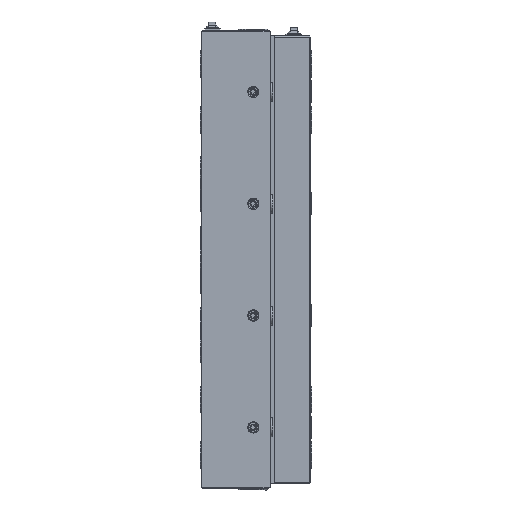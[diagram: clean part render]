
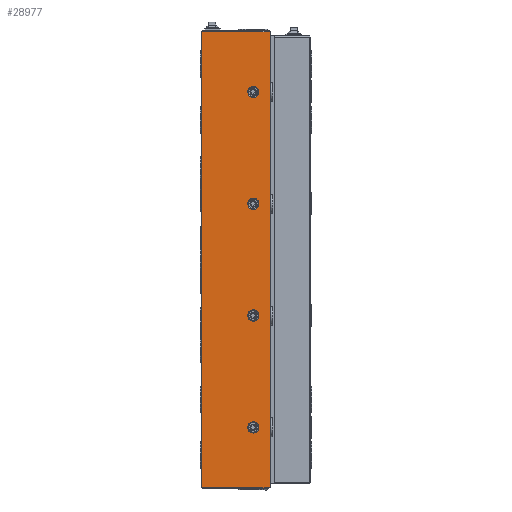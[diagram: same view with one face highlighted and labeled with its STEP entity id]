
A CAD part, left-side view. The second image highlights one B-rep face of the part: STEP entity #28977.
In plain terms, the highlighted face is planar.
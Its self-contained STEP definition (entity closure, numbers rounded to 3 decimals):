
#550 = CARTESIAN_POINT ( 'NONE',  ( 75., 23.8, -25. ) ) ;
#4371 = DIRECTION ( 'NONE',  ( 1., 0., 0. ) ) ;
#4688 = FACE_OUTER_BOUND ( 'NONE', #125828, .T. ) ;
#5054 = CARTESIAN_POINT ( 'NONE',  ( 75., 23.8, -77.525 ) ) ;
#5565 = CIRCLE ( 'NONE', #135267, 2.525 ) ;
#5910 = EDGE_LOOP ( 'NONE', ( #29253, #112188 ) ) ;
#6075 = CIRCLE ( 'NONE', #99633, 2.525 ) ;
#6531 = EDGE_CURVE ( 'NONE', #52752, #61385, #109709, .T. ) ;
#7938 = VERTEX_POINT ( 'NONE', #112253 ) ;
#11353 = VERTEX_POINT ( 'NONE', #28098 ) ;
#12372 = CIRCLE ( 'NONE', #121409, 2.525 ) ;
#12438 = ORIENTED_EDGE ( 'NONE', *, *, #31844, .T. ) ;
#12662 = DIRECTION ( 'NONE',  ( 1., 0., 0. ) ) ;
#13077 = ORIENTED_EDGE ( 'NONE', *, *, #46754, .F. ) ;
#14494 = DIRECTION ( 'NONE',  ( 1., 0., 0. ) ) ;
#14732 = ORIENTED_EDGE ( 'NONE', *, *, #14779, .F. ) ;
#14779 = EDGE_CURVE ( 'NONE', #135766, #112547, #114924, .T. ) ;
#16004 = CARTESIAN_POINT ( 'NONE',  ( 75., 23.8, 27.525 ) ) ;
#17991 = CARTESIAN_POINT ( 'NONE',  ( 75., 23.8, 22.475 ) ) ;
#18408 = CARTESIAN_POINT ( 'NONE',  ( 75., 23.8, 72.475 ) ) ;
#18900 = CARTESIAN_POINT ( 'NONE',  ( 75., 23.8, 25. ) ) ;
#19123 = DIRECTION ( 'NONE',  ( 0., 0., 1. ) ) ;
#19360 = LINE ( 'NONE', #73130, #70598 ) ;
#23941 = VERTEX_POINT ( 'NONE', #140377 ) ;
#26735 = VECTOR ( 'NONE', #138330, 1000. ) ;
#27381 = DIRECTION ( 'NONE',  ( 1., 0., 0. ) ) ;
#27651 = LINE ( 'NONE', #64541, #90820 ) ;
#28098 = CARTESIAN_POINT ( 'NONE',  ( 75., 23.8, -27.525 ) ) ;
#28977 = ADVANCED_FACE ( 'NONE', ( #95196, #37095, #47387, #134500, #4688 ), #52074, .T. ) ;
#29253 = ORIENTED_EDGE ( 'NONE', *, *, #129528, .F. ) ;
#29874 = DIRECTION ( 'NONE',  ( 1., 0., 0. ) ) ;
#31844 = EDGE_CURVE ( 'NONE', #66843, #63538, #27651, .T. ) ;
#31995 = DIRECTION ( 'NONE',  ( 0., 0., -1. ) ) ;
#32518 = DIRECTION ( 'NONE',  ( 0., 0., -1. ) ) ;
#33357 = AXIS2_PLACEMENT_3D ( 'NONE', #550, #99316, #32518 ) ;
#37095 = FACE_BOUND ( 'NONE', #121160, .T. ) ;
#37733 = CARTESIAN_POINT ( 'NONE',  ( 75., 23.8, -75. ) ) ;
#38667 = CARTESIAN_POINT ( 'NONE',  ( 75., 0., -102. ) ) ;
#38720 = LINE ( 'NONE', #63814, #26735 ) ;
#40766 = VERTEX_POINT ( 'NONE', #18408 ) ;
#42341 = DIRECTION ( 'NONE',  ( 0., 0., -1. ) ) ;
#43526 = EDGE_CURVE ( 'NONE', #23941, #40766, #5565, .T. ) ;
#43984 = DIRECTION ( 'NONE',  ( 1., 0., 0. ) ) ;
#45176 = EDGE_LOOP ( 'NONE', ( #89658, #14732 ) ) ;
#46754 = EDGE_CURVE ( 'NONE', #11353, #69496, #58762, .T. ) ;
#47010 = AXIS2_PLACEMENT_3D ( 'NONE', #47437, #14494, #80347 ) ;
#47387 = FACE_BOUND ( 'NONE', #45176, .T. ) ;
#47437 = CARTESIAN_POINT ( 'NONE',  ( 75., 23.8, -25. ) ) ;
#52074 = PLANE ( 'NONE',  #73253 ) ;
#52752 = VERTEX_POINT ( 'NONE', #62189 ) ;
#53012 = AXIS2_PLACEMENT_3D ( 'NONE', #18900, #62873, #42341 ) ;
#54949 = CARTESIAN_POINT ( 'NONE',  ( 75., 23.8, 75. ) ) ;
#56537 = ORIENTED_EDGE ( 'NONE', *, *, #118526, .T. ) ;
#58762 = CIRCLE ( 'NONE', #47010, 2.525 ) ;
#58925 = CARTESIAN_POINT ( 'NONE',  ( 75., 0.5, 102. ) ) ;
#61385 = VERTEX_POINT ( 'NONE', #5054 ) ;
#62189 = CARTESIAN_POINT ( 'NONE',  ( 75., 23.8, -72.475 ) ) ;
#62873 = DIRECTION ( 'NONE',  ( 1., 0., 0. ) ) ;
#63538 = VERTEX_POINT ( 'NONE', #58925 ) ;
#63814 = CARTESIAN_POINT ( 'NONE',  ( 75., 0.5, -102.5 ) ) ;
#64541 = CARTESIAN_POINT ( 'NONE',  ( 75., 0.5, 102. ) ) ;
#66386 = AXIS2_PLACEMENT_3D ( 'NONE', #37733, #4371, #80705 ) ;
#66843 = VERTEX_POINT ( 'NONE', #128620 ) ;
#69496 = VERTEX_POINT ( 'NONE', #97282 ) ;
#70598 = VECTOR ( 'NONE', #19123, 1000. ) ;
#72613 = DIRECTION ( 'NONE',  ( 1., 0., 0. ) ) ;
#73130 = CARTESIAN_POINT ( 'NONE',  ( 75., 31.3, -102.5 ) ) ;
#73253 = AXIS2_PLACEMENT_3D ( 'NONE', #74514, #72613, #94567 ) ;
#73575 = DIRECTION ( 'NONE',  ( 0., -1., 0. ) ) ;
#73802 = DIRECTION ( 'NONE',  ( 0., 0., -1. ) ) ;
#74514 = CARTESIAN_POINT ( 'NONE',  ( 75., 0., -102.5 ) ) ;
#78971 = CARTESIAN_POINT ( 'NONE',  ( 75., 23.8, 75. ) ) ;
#79981 = CARTESIAN_POINT ( 'NONE',  ( 75., 23.8, 25. ) ) ;
#80347 = DIRECTION ( 'NONE',  ( 0., 0., -1. ) ) ;
#80705 = DIRECTION ( 'NONE',  ( 0., 0., -1. ) ) ;
#83019 = DIRECTION ( 'NONE',  ( 0., 1., 0. ) ) ;
#84397 = ORIENTED_EDGE ( 'NONE', *, *, #119985, .F. ) ;
#86171 = LINE ( 'NONE', #38667, #113387 ) ;
#89658 = ORIENTED_EDGE ( 'NONE', *, *, #107853, .F. ) ;
#90820 = VECTOR ( 'NONE', #73575, 1000. ) ;
#92180 = CARTESIAN_POINT ( 'NONE',  ( 75., 0.5, -102. ) ) ;
#92850 = EDGE_LOOP ( 'NONE', ( #84397, #124281 ) ) ;
#94478 = ORIENTED_EDGE ( 'NONE', *, *, #111351, .F. ) ;
#94567 = DIRECTION ( 'NONE',  ( 0., 1., 0. ) ) ;
#95196 = FACE_BOUND ( 'NONE', #5910, .T. ) ;
#97282 = CARTESIAN_POINT ( 'NONE',  ( 75., 23.8, -22.475 ) ) ;
#99316 = DIRECTION ( 'NONE',  ( 1., 0., 0. ) ) ;
#99633 = AXIS2_PLACEMENT_3D ( 'NONE', #79981, #27381, #101903 ) ;
#100904 = DIRECTION ( 'NONE',  ( 0., 0., -1. ) ) ;
#101903 = DIRECTION ( 'NONE',  ( 0., 0., -1. ) ) ;
#102044 = CIRCLE ( 'NONE', #33357, 2.525 ) ;
#105975 = ORIENTED_EDGE ( 'NONE', *, *, #115602, .T. ) ;
#107853 = EDGE_CURVE ( 'NONE', #112547, #135766, #6075, .T. ) ;
#109709 = CIRCLE ( 'NONE', #66386, 2.525 ) ;
#111351 = EDGE_CURVE ( 'NONE', #69496, #11353, #102044, .T. ) ;
#112188 = ORIENTED_EDGE ( 'NONE', *, *, #6531, .F. ) ;
#112253 = CARTESIAN_POINT ( 'NONE',  ( 75., 31.3, -102. ) ) ;
#112547 = VERTEX_POINT ( 'NONE', #17991 ) ;
#113387 = VECTOR ( 'NONE', #83019, 1000. ) ;
#113937 = CIRCLE ( 'NONE', #120988, 2.525 ) ;
#114924 = CIRCLE ( 'NONE', #53012, 2.525 ) ;
#115602 = EDGE_CURVE ( 'NONE', #139639, #7938, #86171, .T. ) ;
#118526 = EDGE_CURVE ( 'NONE', #63538, #139639, #38720, .T. ) ;
#119985 = EDGE_CURVE ( 'NONE', #40766, #23941, #12372, .T. ) ;
#120988 = AXIS2_PLACEMENT_3D ( 'NONE', #127752, #29874, #73802 ) ;
#121160 = EDGE_LOOP ( 'NONE', ( #13077, #94478 ) ) ;
#121409 = AXIS2_PLACEMENT_3D ( 'NONE', #54949, #43984, #31995 ) ;
#124281 = ORIENTED_EDGE ( 'NONE', *, *, #43526, .F. ) ;
#125828 = EDGE_LOOP ( 'NONE', ( #132485, #12438, #56537, #105975 ) ) ;
#127099 = EDGE_CURVE ( 'NONE', #7938, #66843, #19360, .T. ) ;
#127752 = CARTESIAN_POINT ( 'NONE',  ( 75., 23.8, -75. ) ) ;
#128620 = CARTESIAN_POINT ( 'NONE',  ( 75., 31.3, 102. ) ) ;
#129528 = EDGE_CURVE ( 'NONE', #61385, #52752, #113937, .T. ) ;
#132485 = ORIENTED_EDGE ( 'NONE', *, *, #127099, .T. ) ;
#134500 = FACE_BOUND ( 'NONE', #92850, .T. ) ;
#135267 = AXIS2_PLACEMENT_3D ( 'NONE', #78971, #12662, #100904 ) ;
#135766 = VERTEX_POINT ( 'NONE', #16004 ) ;
#138330 = DIRECTION ( 'NONE',  ( 0., 0., -1. ) ) ;
#139639 = VERTEX_POINT ( 'NONE', #92180 ) ;
#140377 = CARTESIAN_POINT ( 'NONE',  ( 75., 23.8, 77.525 ) ) ;
